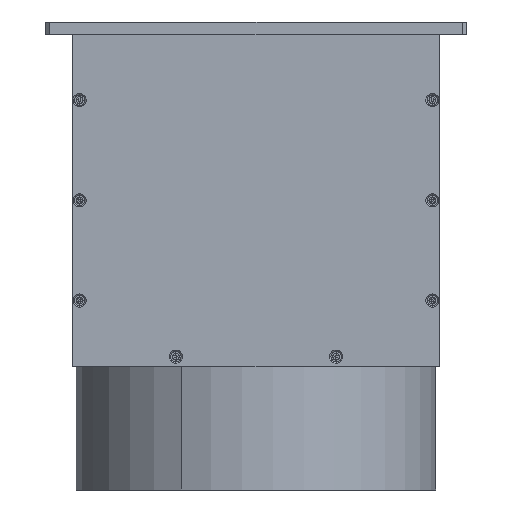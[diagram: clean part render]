
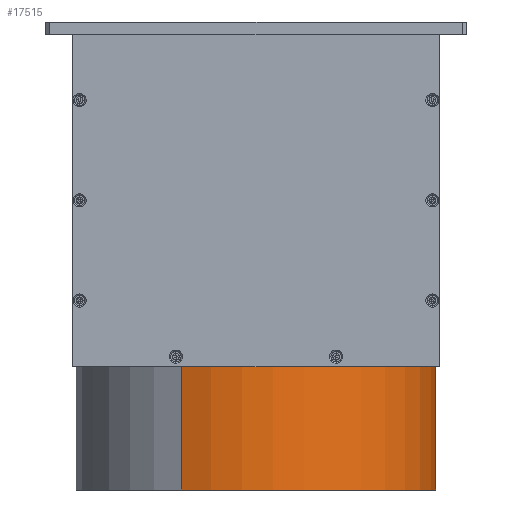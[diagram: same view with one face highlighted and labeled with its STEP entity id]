
A CAD part, left-side view. The second image highlights one B-rep face of the part: STEP entity #17515.
In plain terms, the highlighted cylindrical face has radius 90 mm (diameter 180 mm), a partial arc.
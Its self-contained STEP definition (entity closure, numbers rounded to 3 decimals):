
#2735 = DIRECTION ( 'NONE',  ( 0., 0., -1. ) ) ;
#2956 = ORIENTED_EDGE ( 'NONE', *, *, #9661, .T. ) ;
#3565 = AXIS2_PLACEMENT_3D ( 'NONE', #22753, #18816, #6825 ) ;
#4003 = EDGE_LOOP ( 'NONE', ( #22769, #12855, #2956, #24667 ) ) ;
#4749 = FACE_OUTER_BOUND ( 'NONE', #4003, .T. ) ;
#4805 = EDGE_CURVE ( 'NONE', #12395, #11871, #6636, .T. ) ;
#6636 = CIRCLE ( 'NONE', #17730, 90. ) ;
#6825 = DIRECTION ( 'NONE',  ( -0.91, 0.414, 0. ) ) ;
#7233 = VECTOR ( 'NONE', #18526, 1000. ) ;
#7767 = CIRCLE ( 'NONE', #10082, 90. ) ;
#8271 = DIRECTION ( 'NONE',  ( 0., 0., -1. ) ) ;
#9449 = CYLINDRICAL_SURFACE ( 'NONE', #3565, 90. ) ;
#9661 = EDGE_CURVE ( 'NONE', #23421, #11871, #13185, .T. ) ;
#10082 = AXIS2_PLACEMENT_3D ( 'NONE', #14726, #2735, #16733 ) ;
#11871 = VERTEX_POINT ( 'NONE', #21360 ) ;
#12395 = VERTEX_POINT ( 'NONE', #22449 ) ;
#12855 = ORIENTED_EDGE ( 'NONE', *, *, #19208, .T. ) ;
#13185 = LINE ( 'NONE', #14513, #7233 ) ;
#14513 = CARTESIAN_POINT ( 'NONE',  ( -81.934, 37.24, -133.535 ) ) ;
#14646 = CARTESIAN_POINT ( 'NONE',  ( -81.934, 37.24, 0. ) ) ;
#14726 = CARTESIAN_POINT ( 'NONE',  ( 0., 0., 0. ) ) ;
#16112 = CARTESIAN_POINT ( 'NONE',  ( 81.934, -37.24, 0. ) ) ;
#16480 = VECTOR ( 'NONE', #18547, 1000. ) ;
#16544 = CARTESIAN_POINT ( 'NONE',  ( 81.934, -37.24, -133.535 ) ) ;
#16733 = DIRECTION ( 'NONE',  ( -0.91, 0.414, 0. ) ) ;
#17515 = ADVANCED_FACE ( 'NONE', ( #4749 ), #9449, .T. ) ;
#17730 = AXIS2_PLACEMENT_3D ( 'NONE', #20272, #8271, #22275 ) ;
#18526 = DIRECTION ( 'NONE',  ( 0., 0., -1. ) ) ;
#18547 = DIRECTION ( 'NONE',  ( 0., 0., -1. ) ) ;
#18816 = DIRECTION ( 'NONE',  ( 0., 0., -1. ) ) ;
#19208 = EDGE_CURVE ( 'NONE', #25319, #23421, #7767, .T. ) ;
#20272 = CARTESIAN_POINT ( 'NONE',  ( 0., 0., -61.5 ) ) ;
#21360 = CARTESIAN_POINT ( 'NONE',  ( -81.934, 37.24, -61.5 ) ) ;
#21408 = EDGE_CURVE ( 'NONE', #25319, #12395, #22424, .T. ) ;
#22275 = DIRECTION ( 'NONE',  ( -0.91, 0.414, 0. ) ) ;
#22424 = LINE ( 'NONE', #16544, #16480 ) ;
#22449 = CARTESIAN_POINT ( 'NONE',  ( 81.934, -37.24, -61.5 ) ) ;
#22753 = CARTESIAN_POINT ( 'NONE',  ( 0., 0., -133.535 ) ) ;
#22769 = ORIENTED_EDGE ( 'NONE', *, *, #21408, .F. ) ;
#23421 = VERTEX_POINT ( 'NONE', #14646 ) ;
#24667 = ORIENTED_EDGE ( 'NONE', *, *, #4805, .F. ) ;
#25319 = VERTEX_POINT ( 'NONE', #16112 ) ;
